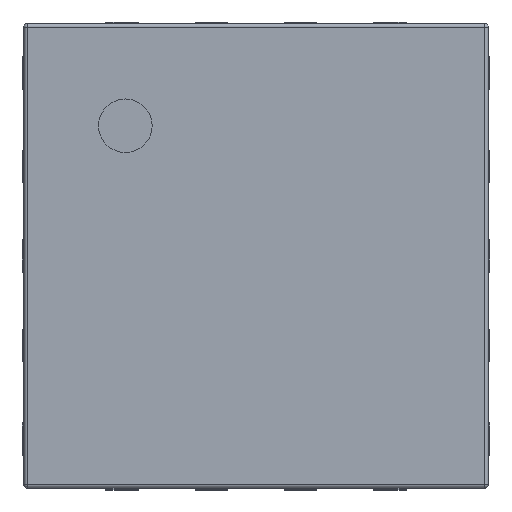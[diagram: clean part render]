
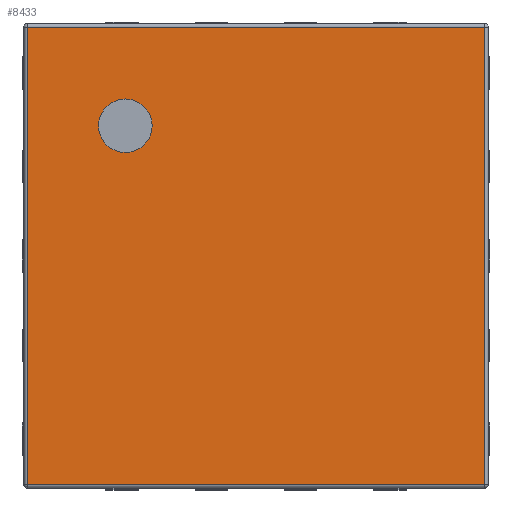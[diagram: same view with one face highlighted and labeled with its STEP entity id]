
A CAD part, top view. The second image highlights one B-rep face of the part: STEP entity #8433.
In plain terms, the highlighted planar face has unit normal (0, 0, 1).
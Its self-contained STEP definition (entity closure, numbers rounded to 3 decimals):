
#87=PLANE('',#8849);
#685=LINE('',#11856,#1425);
#686=LINE('',#11859,#1426);
#687=LINE('',#11861,#1427);
#688=LINE('',#11863,#1428);
#1425=VECTOR('',#9875,1000.);
#1426=VECTOR('',#9876,1000.);
#1427=VECTOR('',#9877,1000.);
#1428=VECTOR('',#9878,1000.);
#2315=ORIENTED_EDGE('',*,*,#3993,.T.);
#2316=ORIENTED_EDGE('',*,*,#3994,.T.);
#2317=ORIENTED_EDGE('',*,*,#3995,.T.);
#2318=ORIENTED_EDGE('',*,*,#3996,.T.);
#2319=ORIENTED_EDGE('',*,*,#3997,.T.);
#3993=EDGE_CURVE('',#4823,#4824,#685,.T.);
#3994=EDGE_CURVE('',#4824,#4825,#686,.T.);
#3995=EDGE_CURVE('',#4825,#4826,#687,.T.);
#3996=EDGE_CURVE('',#4826,#4823,#688,.T.);
#3997=EDGE_CURVE('',#4827,#4827,#5029,.T.);
#4823=VERTEX_POINT('',#11857);
#4824=VERTEX_POINT('',#11858);
#4825=VERTEX_POINT('',#11860);
#4826=VERTEX_POINT('',#11862);
#4827=VERTEX_POINT('',#11865);
#5029=CIRCLE('',#8850,0.15);
#5194=EDGE_LOOP('',(#2315,#2316,#2317,#2318));
#5195=EDGE_LOOP('',(#2319));
#5548=FACE_BOUND('',#5194,.T.);
#5549=FACE_BOUND('',#5195,.T.);
#8433=ADVANCED_FACE('',(#5548,#5549),#87,.T.);
#8849=AXIS2_PLACEMENT_3D('',#11855,#9873,#9874);
#8850=AXIS2_PLACEMENT_3D('',#11864,#9879,#9880);
#9873=DIRECTION('',(0.,0.,1.));
#9874=DIRECTION('',(1.,0.,0.));
#9875=DIRECTION('',(0.,-1.,0.));
#9876=DIRECTION('',(1.,0.,0.));
#9877=DIRECTION('',(0.,1.,0.));
#9878=DIRECTION('',(-1.,0.,0.));
#9879=DIRECTION('',(0.,0.,-1.));
#9880=DIRECTION('',(1.,0.,0.));
#11855=CARTESIAN_POINT('',(0.,0.,0.));
#11856=CARTESIAN_POINT('',(-1.28,0.,0.));
#11857=CARTESIAN_POINT('',(-1.28,1.28,0.));
#11858=CARTESIAN_POINT('',(-1.28,-1.28,0.));
#11859=CARTESIAN_POINT('',(0.,-1.28,0.));
#11860=CARTESIAN_POINT('',(1.28,-1.28,0.));
#11861=CARTESIAN_POINT('',(1.28,0.,0.));
#11862=CARTESIAN_POINT('',(1.28,1.28,0.));
#11863=CARTESIAN_POINT('',(0.,1.28,0.));
#11864=CARTESIAN_POINT('',(-0.732,0.728,0.));
#11865=CARTESIAN_POINT('',(-0.582,0.728,0.));
